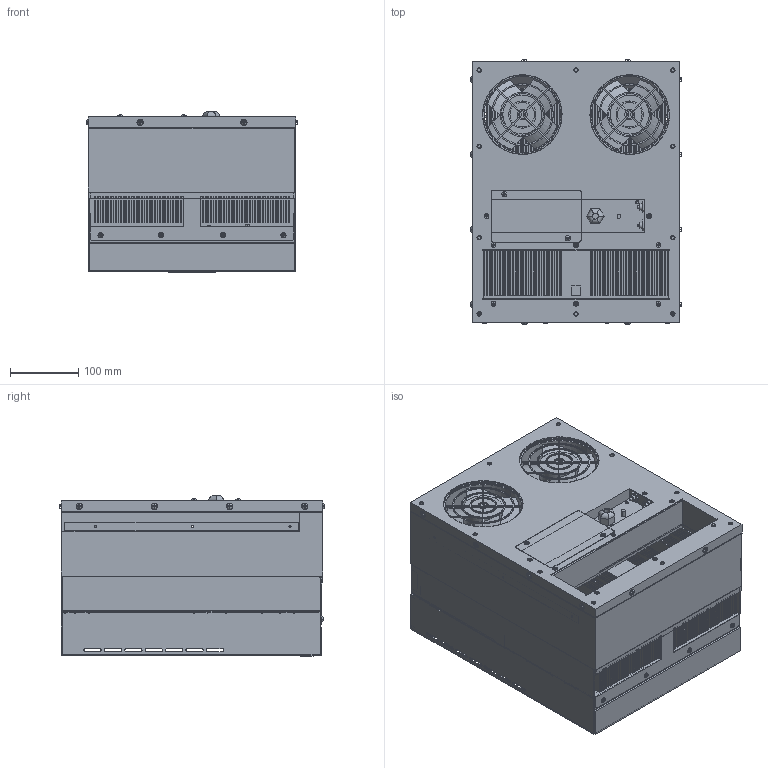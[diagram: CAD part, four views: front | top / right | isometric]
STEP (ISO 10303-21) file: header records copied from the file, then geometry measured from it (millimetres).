
FILE_DESCRIPTION (( 'STEP AP203' ), '1' );
FILE_NAME ('fhp-1501.STEP', '2016-05-11T14:32:08', ( '' ), ( '' ), 'SwSTEP 2.0', 'SolidWorks 2016', '' );
FILE_SCHEMA (( 'CONFIG_CONTROL_DESIGN' ));
Length unit declared in the file: inch
Products named in the file (1): fhp-1501
Bounding box: 310.56 x 389.75 x 235.61 mm (x, y, z)
Surface area: 4317216.3 mm2 (no closed solid volume)
Topology: 0 solids, 180 shells, 2737 faces, 10131 edges, 7369 vertices
Faces by surface type: plane 1495, cylinder 1170, bspline 72
Entity records: 131642 total; most frequent: CARTESIAN_POINT 47728, ORIENTED_EDGE 16753, DIRECTION 15800, EDGE_CURVE 10131, VERTEX_POINT 7369, LINE 5996, VECTOR 5996, AXIS2_PLACEMENT_3D 4902
